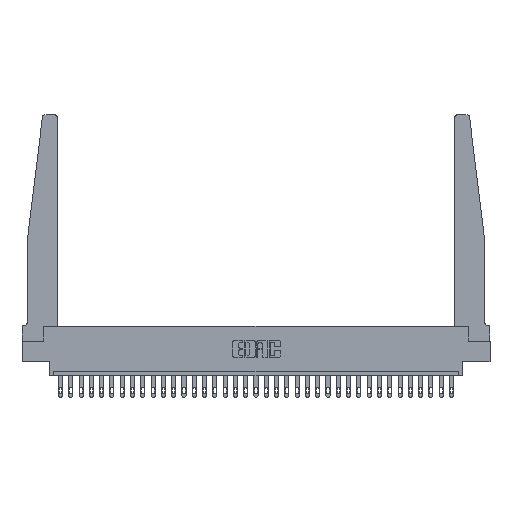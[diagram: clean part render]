
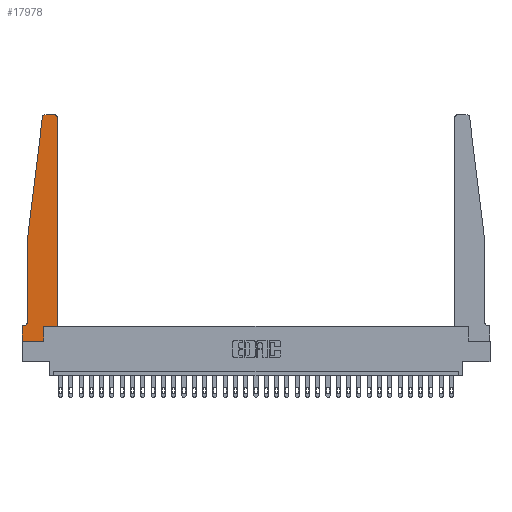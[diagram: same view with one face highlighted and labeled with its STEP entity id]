
A CAD part, top view. The second image highlights one B-rep face of the part: STEP entity #17978.
In plain terms, the highlighted planar face has unit normal (0, 0, 1).
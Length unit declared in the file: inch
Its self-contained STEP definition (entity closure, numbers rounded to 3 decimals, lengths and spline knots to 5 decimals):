
#115 = VECTOR ( 'NONE', #7848, 39.37008 ) ;
#163 = VECTOR ( 'NONE', #1255, 39.37008 ) ;
#330 = CARTESIAN_POINT ( 'NONE',  ( 0., 0.1875, 0.37 ) ) ;
#1109 = CARTESIAN_POINT ( 'NONE',  ( 0.425, 2.72, 0.37 ) ) ;
#1255 = DIRECTION ( 'NONE',  ( -1., 0., 0. ) ) ;
#1381 = ORIENTED_EDGE ( 'NONE', *, *, #1652, .T. ) ;
#1652 = EDGE_CURVE ( 'NONE', #10673, #3574, #16951, .T. ) ;
#1701 = EDGE_CURVE ( 'NONE', #25318, #10777, #11431, .T. ) ;
#1965 = DIRECTION ( 'NONE',  ( 0., 0., -1. ) ) ;
#2226 = EDGE_CURVE ( 'NONE', #23925, #6982, #15861, .T. ) ;
#2518 = VECTOR ( 'NONE', #20690, 39.37008 ) ;
#2533 = DIRECTION ( 'NONE',  ( 0., 0., 1. ) ) ;
#2907 = EDGE_CURVE ( 'NONE', #16686, #4624, #26071, .T. ) ;
#3047 = VECTOR ( 'NONE', #25240, 39.37008 ) ;
#3574 = VERTEX_POINT ( 'NONE', #27686 ) ;
#4048 = ORIENTED_EDGE ( 'NONE', *, *, #9155, .T. ) ;
#4106 = DIRECTION ( 'NONE',  ( -1., 0., 0. ) ) ;
#4140 = ORIENTED_EDGE ( 'NONE', *, *, #13919, .T. ) ;
#4254 = VECTOR ( 'NONE', #17953, 39.37008 ) ;
#4624 = VERTEX_POINT ( 'NONE', #330 ) ;
#4788 = EDGE_CURVE ( 'NONE', #28778, #27154, #8018, .T. ) ;
#4903 = CARTESIAN_POINT ( 'NONE',  ( 0., 0., 0.37 ) ) ;
#4961 = LINE ( 'NONE', #23106, #26550 ) ;
#5010 = CARTESIAN_POINT ( 'NONE',  ( 0.395, 2.72, 0.37 ) ) ;
#5090 = ORIENTED_EDGE ( 'NONE', *, *, #2907, .T. ) ;
#6292 = CARTESIAN_POINT ( 'NONE',  ( 0.065, 1.25, 0.37 ) ) ;
#6345 = VECTOR ( 'NONE', #25063, 39.37008 ) ;
#6462 = EDGE_LOOP ( 'NONE', ( #21459, #4140, #28526, #1381, #10785, #5090, #4048, #20178, #28963, #23501, #20483, #27231 ) ) ;
#6794 = DIRECTION ( 'NONE',  ( 1., 0., 0. ) ) ;
#6982 = VERTEX_POINT ( 'NONE', #1109 ) ;
#7848 = DIRECTION ( 'NONE',  ( 0., -1., 0. ) ) ;
#8018 = LINE ( 'NONE', #26192, #18145 ) ;
#8764 = EDGE_CURVE ( 'NONE', #3574, #16686, #12398, .T. ) ;
#9155 = EDGE_CURVE ( 'NONE', #4624, #16004, #28387, .T. ) ;
#10673 = VERTEX_POINT ( 'NONE', #22718 ) ;
#10777 = VERTEX_POINT ( 'NONE', #11641 ) ;
#10785 = ORIENTED_EDGE ( 'NONE', *, *, #8764, .T. ) ;
#11276 = LINE ( 'NONE', #29386, #4254 ) ;
#11431 = LINE ( 'NONE', #15855, #2518 ) ;
#11641 = CARTESIAN_POINT ( 'NONE',  ( 0.2605, 0.18, 0.37 ) ) ;
#11751 = CARTESIAN_POINT ( 'NONE',  ( 0., 0.1875, 0.37 ) ) ;
#12398 = CIRCLE ( 'NONE', #18238, 0.05 ) ;
#12414 = CARTESIAN_POINT ( 'NONE',  ( 0.24675, 2.72367, 0.37 ) ) ;
#12889 = VECTOR ( 'NONE', #13252, 39.37008 ) ;
#13125 = EDGE_CURVE ( 'NONE', #10777, #23925, #4961, .T. ) ;
#13252 = DIRECTION ( 'NONE',  ( 0., -1., 0. ) ) ;
#13299 = AXIS2_PLACEMENT_3D ( 'NONE', #11751, #2533, #6794 ) ;
#13919 = EDGE_CURVE ( 'NONE', #27154, #18540, #15973, .T. ) ;
#14425 = CARTESIAN_POINT ( 'NONE',  ( 0.27653, 2.75, 0.37 ) ) ;
#14531 = DIRECTION ( 'NONE',  ( -1., 0., 0. ) ) ;
#15274 = EDGE_CURVE ( 'NONE', #18540, #10673, #20378, .T. ) ;
#15413 = DIRECTION ( 'NONE',  ( 1., 0., 0. ) ) ;
#15855 = CARTESIAN_POINT ( 'NONE',  ( 0.2605, 0.18, 0.37 ) ) ;
#15861 = LINE ( 'NONE', #28172, #3047 ) ;
#15973 = CIRCLE ( 'NONE', #27022, 0.03 ) ;
#16004 = VERTEX_POINT ( 'NONE', #4903 ) ;
#16626 = EDGE_CURVE ( 'NONE', #16004, #25318, #11276, .T. ) ;
#16686 = VERTEX_POINT ( 'NONE', #22633 ) ;
#16951 = LINE ( 'NONE', #21341, #115 ) ;
#17953 = DIRECTION ( 'NONE',  ( 1., 0., 0. ) ) ;
#17978 = ADVANCED_FACE ( 'NONE', ( #21015 ), #25417, .T. ) ;
#18033 = CARTESIAN_POINT ( 'NONE',  ( 0.015, 0.2375, 0.37 ) ) ;
#18145 = VECTOR ( 'NONE', #14531, 39.37008 ) ;
#18238 = AXIS2_PLACEMENT_3D ( 'NONE', #18033, #1965, #4106 ) ;
#18540 = VERTEX_POINT ( 'NONE', #12414 ) ;
#19153 = CARTESIAN_POINT ( 'NONE',  ( 0.425, 0.18, 0.37 ) ) ;
#19409 = CIRCLE ( 'NONE', #20846, 0.03 ) ;
#19902 = EDGE_CURVE ( 'NONE', #6982, #28778, #19409, .T. ) ;
#20178 = ORIENTED_EDGE ( 'NONE', *, *, #16626, .T. ) ;
#20378 = LINE ( 'NONE', #6292, #6345 ) ;
#20483 = ORIENTED_EDGE ( 'NONE', *, *, #2226, .T. ) ;
#20690 = DIRECTION ( 'NONE',  ( 0., 1., 0. ) ) ;
#20846 = AXIS2_PLACEMENT_3D ( 'NONE', #5010, #22865, #20891 ) ;
#20891 = DIRECTION ( 'NONE',  ( 1., 0., 0. ) ) ;
#21015 = FACE_OUTER_BOUND ( 'NONE', #6462, .T. ) ;
#21341 = CARTESIAN_POINT ( 'NONE',  ( 0.065, 1.25, 0.37 ) ) ;
#21459 = ORIENTED_EDGE ( 'NONE', *, *, #4788, .T. ) ;
#22547 = CARTESIAN_POINT ( 'NONE',  ( 0.27653, 2.72, 0.37 ) ) ;
#22633 = CARTESIAN_POINT ( 'NONE',  ( 0.015, 0.1875, 0.37 ) ) ;
#22718 = CARTESIAN_POINT ( 'NONE',  ( 0.065, 1.25, 0.37 ) ) ;
#22865 = DIRECTION ( 'NONE',  ( 0., 0., 1. ) ) ;
#23106 = CARTESIAN_POINT ( 'NONE',  ( 0.425, 0.18, 0.37 ) ) ;
#23501 = ORIENTED_EDGE ( 'NONE', *, *, #13125, .T. ) ;
#23925 = VERTEX_POINT ( 'NONE', #19153 ) ;
#24000 = CARTESIAN_POINT ( 'NONE',  ( 0.2605, 0., 0.37 ) ) ;
#24420 = CARTESIAN_POINT ( 'NONE',  ( 0.065, 0.1875, 0.37 ) ) ;
#24669 = DIRECTION ( 'NONE',  ( 0., 0., 1. ) ) ;
#25063 = DIRECTION ( 'NONE',  ( -0.122, -0.992, 0. ) ) ;
#25240 = DIRECTION ( 'NONE',  ( 0., 1., 0. ) ) ;
#25318 = VERTEX_POINT ( 'NONE', #24000 ) ;
#25417 = PLANE ( 'NONE',  #13299 ) ;
#26071 = LINE ( 'NONE', #24420, #163 ) ;
#26192 = CARTESIAN_POINT ( 'NONE',  ( 0.25, 2.75, 0.37 ) ) ;
#26303 = CARTESIAN_POINT ( 'NONE',  ( 0., 0., 0.37 ) ) ;
#26550 = VECTOR ( 'NONE', #29871, 39.37008 ) ;
#27022 = AXIS2_PLACEMENT_3D ( 'NONE', #22547, #24669, #15413 ) ;
#27154 = VERTEX_POINT ( 'NONE', #14425 ) ;
#27231 = ORIENTED_EDGE ( 'NONE', *, *, #19902, .T. ) ;
#27686 = CARTESIAN_POINT ( 'NONE',  ( 0.065, 0.2375, 0.37 ) ) ;
#28172 = CARTESIAN_POINT ( 'NONE',  ( 0.425, 0.18, 0.37 ) ) ;
#28387 = LINE ( 'NONE', #26303, #12889 ) ;
#28526 = ORIENTED_EDGE ( 'NONE', *, *, #15274, .T. ) ;
#28778 = VERTEX_POINT ( 'NONE', #28870 ) ;
#28870 = CARTESIAN_POINT ( 'NONE',  ( 0.395, 2.75, 0.37 ) ) ;
#28963 = ORIENTED_EDGE ( 'NONE', *, *, #1701, .T. ) ;
#29386 = CARTESIAN_POINT ( 'NONE',  ( 0., 0., 0.37 ) ) ;
#29871 = DIRECTION ( 'NONE',  ( 1., 0., 0. ) ) ;
